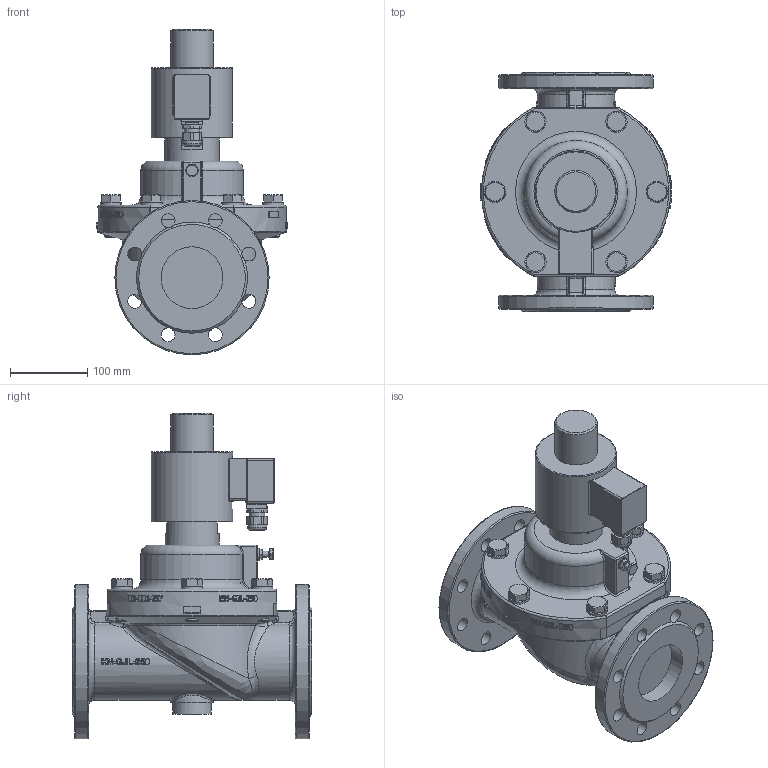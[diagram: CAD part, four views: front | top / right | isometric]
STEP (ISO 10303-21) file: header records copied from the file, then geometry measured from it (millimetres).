
FILE_DESCRIPTION(/* description */ ('3D-Modell'),/* implementation_level */ '2;1');
FILE_NAME(/* name */ '024.006423_D2408-0401-.272-NO-UL.stp',/* time_stamp */ '2024-03-12T07:09:56+01:00',/* author */ ('CBeuthner'),/* organization */ (''),/* preprocessor_version */ 'ST-DEVELOPER v16.1',/* originating_system */ 'Autodesk Inventor 2016',/* authorisation */ '');
FILE_SCHEMA (('CONFIG_CONTROL_DESIGN'));
Products named in the file (1): 88-006324
Bounding box: 248 x 310 x 422 mm (x, y, z)
Volume: 7762282.8 mm3; surface area: 433218.2 mm2
Topology: 1 solids, 1 shells, 1148 faces, 2957 edges, 1881 vertices
Faces by surface type: plane 459, bspline 330, cylinder 228, cone 82, torus 37, sphere 12
Full cylindrical faces by diameter (mm): 6.4 x1, 8 x1, 14.917 x6, 16 x1, 18 x16, 20 x1, 22 x6, 25 x1, 50 x1, 55 x1, 70 x1, 80 x2, 105.16 x1, 200 x2
Entity records: 73244 total; most frequent: CARTESIAN_POINT 46941, ORIENTED_EDGE 5716, DIRECTION 4256, EDGE_CURVE 2858, VERTEX_POINT 1850, AXIS2_PLACEMENT_3D 1562, EDGE_LOOP 1330, FACE_OUTER_BOUND 1148
